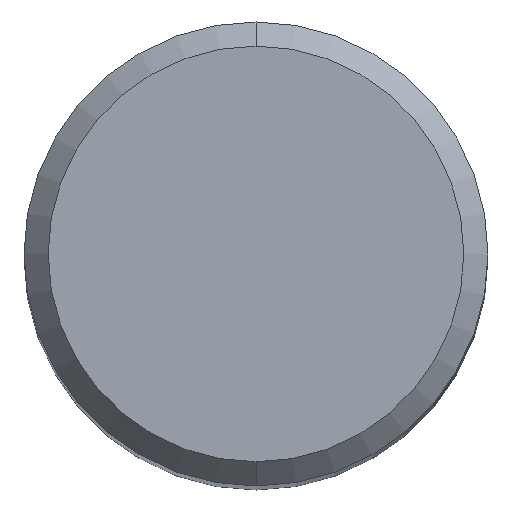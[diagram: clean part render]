
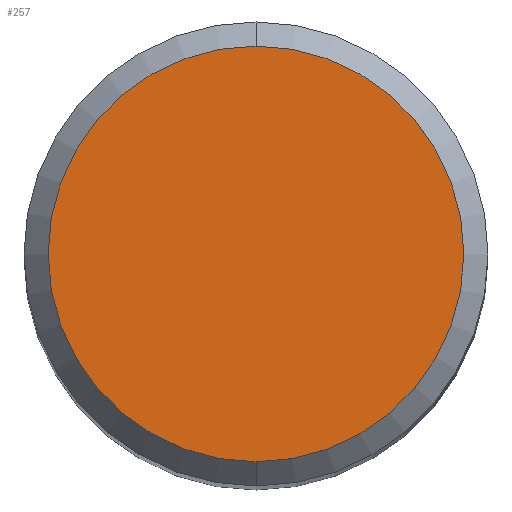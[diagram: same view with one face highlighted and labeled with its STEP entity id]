
A CAD part, top view. The second image highlights one B-rep face of the part: STEP entity #257.
In plain terms, the highlighted planar face has unit normal (0, 0, 1).
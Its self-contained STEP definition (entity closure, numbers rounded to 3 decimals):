
#257=ADVANCED_FACE('',(#648),#649,.T.);
#311=EDGE_CURVE('',#335,#365,#710,.T.);
#335=VERTEX_POINT('',#738);
#365=VERTEX_POINT('',#774);
#561=EDGE_CURVE('',#365,#335,#988,.T.);
#648=FACE_OUTER_BOUND('',#1085,.T.);
#649=PLANE('',#1086);
#710=CIRCLE('',#1205,4.3);
#738=CARTESIAN_POINT('',(0.,-4.3,0.0));
#774=CARTESIAN_POINT('',(0.0,4.3,0.0));
#988=CIRCLE('',#1755,4.3);
#1085=EDGE_LOOP('',(#1858,#1859));
#1086=AXIS2_PLACEMENT_3D('',#1860,#1861,#1862);
#1205=AXIS2_PLACEMENT_3D('',#1937,#1938,#1939);
#1755=AXIS2_PLACEMENT_3D('',#2256,#2257,#2258);
#1858=ORIENTED_EDGE('',*,*,#561,.F.);
#1859=ORIENTED_EDGE('',*,*,#311,.F.);
#1860=CARTESIAN_POINT('',(0.0,2.15,0.0));
#1861=DIRECTION('',(-0.0,0.0,1.0));
#1862=DIRECTION('',(0.0,-1.0,0.0));
#1937=CARTESIAN_POINT('',(0.0,0.0,0.0));
#1938=DIRECTION('',(0.0,0.0,-1.0));
#1939=DIRECTION('',(0.0,1.0,0.0));
#2256=CARTESIAN_POINT('',(0.0,0.0,0.0));
#2257=DIRECTION('',(0.0,0.0,-1.0));
#2258=DIRECTION('',(0.0,1.0,0.0));
